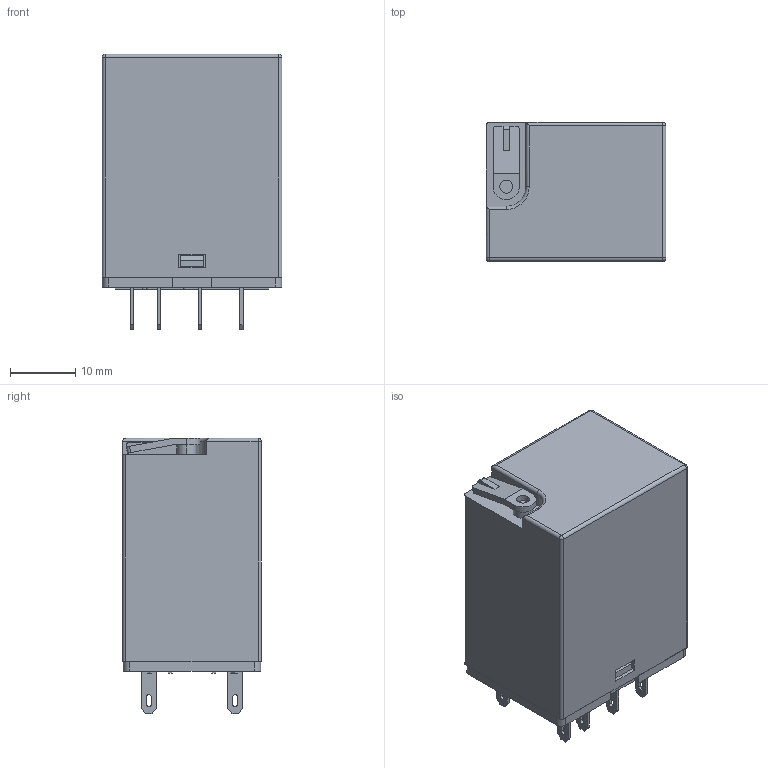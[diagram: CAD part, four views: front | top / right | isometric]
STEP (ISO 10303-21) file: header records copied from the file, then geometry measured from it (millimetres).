
FILE_DESCRIPTION (( 'STEP AP214' ), '1' );
FILE_NAME ('R2N.STEP', '2014-09-10T09:23:18', ( '' ), ( '' ), 'SwSTEP 2.0', 'SolidWorks 2012', '' );
FILE_SCHEMA (( 'AUTOMOTIVE_DESIGN' ));
Length unit declared in the file: millimetre
Products named in the file (1): R2N
Bounding box: 27.5 x 21.2 x 42.1 mm (x, y, z)
Volume: 20619.6 mm3; surface area: 5124.9 mm2
Topology: 1 solids, 1 shells, 336 faces, 896 edges, 591 vertices
Faces by surface type: plane 216, bspline 72, cylinder 47, torus 1
Entity records: 14149 total; most frequent: CARTESIAN_POINT 6113, ORIENTED_EDGE 1786, DIRECTION 1374, EDGE_CURVE 893, VECTOR 662, LINE 662, VERTEX_POINT 591, EDGE_LOOP 388
